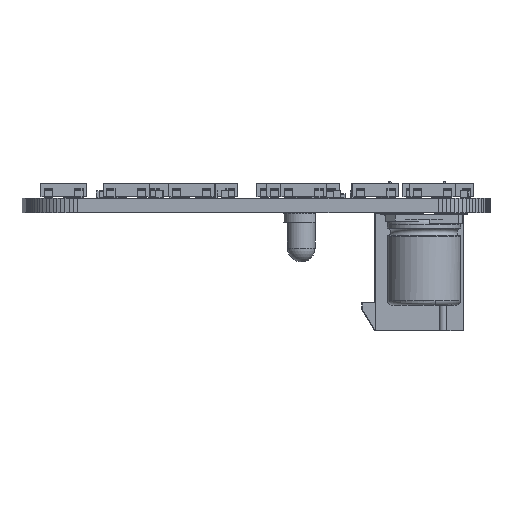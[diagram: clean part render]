
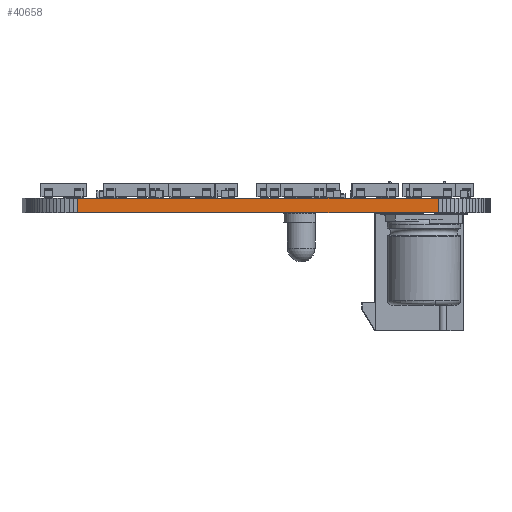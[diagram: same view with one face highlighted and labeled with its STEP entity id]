
A CAD part, left-side view. The second image highlights one B-rep face of the part: STEP entity #40658.
In plain terms, the highlighted planar face has unit normal (-1, 0.001, 0).
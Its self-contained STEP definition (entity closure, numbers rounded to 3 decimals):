
#23362 = PLANE('',#23363);
#23363 = AXIS2_PLACEMENT_3D('',#23364,#23365,#23366);
#23364 = CARTESIAN_POINT('',(147.432,-71.996,1.58));
#23365 = DIRECTION('',(-0.,-0.,-1.));
#23366 = DIRECTION('',(-1.,0.,0.));
#23416 = PLANE('',#23417);
#23417 = AXIS2_PLACEMENT_3D('',#23418,#23419,#23420);
#23418 = CARTESIAN_POINT('',(147.432,-71.996,0.));
#23419 = DIRECTION('',(-0.,-0.,-1.));
#23420 = DIRECTION('',(-1.,0.,0.));
#26745 = VERTEX_POINT('',#26746);
#26746 = CARTESIAN_POINT('',(82.855,-91.796,0.));
#26760 = PLANE('',#26761);
#26761 = AXIS2_PLACEMENT_3D('',#26762,#26763,#26764);
#26762 = CARTESIAN_POINT('',(82.87,-92.256,0.));
#26763 = DIRECTION('',(-0.999,-0.032,0.));
#26764 = DIRECTION('',(-0.032,0.999,0.));
#26772 = EDGE_CURVE('',#26745,#26773,#26775,.T.);
#26773 = VERTEX_POINT('',#26774);
#26774 = CARTESIAN_POINT('',(82.905,-52.527,0.));
#26775 = SURFACE_CURVE('',#26776,(#26780,#26787),.PCURVE_S1.);
#26776 = LINE('',#26777,#26778);
#26777 = CARTESIAN_POINT('',(82.855,-91.796,0.));
#26778 = VECTOR('',#26779,1.);
#26779 = DIRECTION('',(0.001,1.,0.));
#26780 = PCURVE('',#23416,#26781);
#26781 = DEFINITIONAL_REPRESENTATION('',(#26782),#26786);
#26782 = LINE('',#26783,#26784);
#26783 = CARTESIAN_POINT('',(64.577,-19.799));
#26784 = VECTOR('',#26785,1.);
#26785 = DIRECTION('',(-0.001,1.));
#26786 = ( GEOMETRIC_REPRESENTATION_CONTEXT(2) 
PARAMETRIC_REPRESENTATION_CONTEXT() REPRESENTATION_CONTEXT('2D SPACE',''
  ) );
#26787 = PCURVE('',#26788,#26793);
#26788 = PLANE('',#26789);
#26789 = AXIS2_PLACEMENT_3D('',#26790,#26791,#26792);
#26790 = CARTESIAN_POINT('',(82.855,-91.796,0.));
#26791 = DIRECTION('',(-1.,0.001,0.));
#26792 = DIRECTION('',(0.001,1.,0.));
#26793 = DEFINITIONAL_REPRESENTATION('',(#26794),#26798);
#26794 = LINE('',#26795,#26796);
#26795 = CARTESIAN_POINT('',(0.,0.));
#26796 = VECTOR('',#26797,1.);
#26797 = DIRECTION('',(1.,0.));
#26798 = ( GEOMETRIC_REPRESENTATION_CONTEXT(2) 
PARAMETRIC_REPRESENTATION_CONTEXT() REPRESENTATION_CONTEXT('2D SPACE',''
  ) );
#26816 = PLANE('',#26817);
#26817 = AXIS2_PLACEMENT_3D('',#26818,#26819,#26820);
#26818 = CARTESIAN_POINT('',(82.905,-52.527,0.));
#26819 = DIRECTION('',(-0.999,0.042,0.));
#26820 = DIRECTION('',(0.042,0.999,0.));
#34947 = VERTEX_POINT('',#34948);
#34948 = CARTESIAN_POINT('',(82.855,-91.796,1.58));
#34969 = EDGE_CURVE('',#34947,#34970,#34972,.T.);
#34970 = VERTEX_POINT('',#34971);
#34971 = CARTESIAN_POINT('',(82.905,-52.527,1.58));
#34972 = SURFACE_CURVE('',#34973,(#34977,#34984),.PCURVE_S1.);
#34973 = LINE('',#34974,#34975);
#34974 = CARTESIAN_POINT('',(82.855,-91.796,1.58));
#34975 = VECTOR('',#34976,1.);
#34976 = DIRECTION('',(0.001,1.,0.));
#34977 = PCURVE('',#23362,#34978);
#34978 = DEFINITIONAL_REPRESENTATION('',(#34979),#34983);
#34979 = LINE('',#34980,#34981);
#34980 = CARTESIAN_POINT('',(64.577,-19.799));
#34981 = VECTOR('',#34982,1.);
#34982 = DIRECTION('',(-0.001,1.));
#34983 = ( GEOMETRIC_REPRESENTATION_CONTEXT(2) 
PARAMETRIC_REPRESENTATION_CONTEXT() REPRESENTATION_CONTEXT('2D SPACE',''
  ) );
#34984 = PCURVE('',#26788,#34985);
#34985 = DEFINITIONAL_REPRESENTATION('',(#34986),#34990);
#34986 = LINE('',#34987,#34988);
#34987 = CARTESIAN_POINT('',(0.,-1.58));
#34988 = VECTOR('',#34989,1.);
#34989 = DIRECTION('',(1.,0.));
#34990 = ( GEOMETRIC_REPRESENTATION_CONTEXT(2) 
PARAMETRIC_REPRESENTATION_CONTEXT() REPRESENTATION_CONTEXT('2D SPACE',''
  ) );
#40608 = EDGE_CURVE('',#26773,#34970,#40609,.T.);
#40609 = SURFACE_CURVE('',#40610,(#40614,#40621),.PCURVE_S1.);
#40610 = LINE('',#40611,#40612);
#40611 = CARTESIAN_POINT('',(82.905,-52.527,0.));
#40612 = VECTOR('',#40613,1.);
#40613 = DIRECTION('',(0.,0.,1.));
#40614 = PCURVE('',#26816,#40615);
#40615 = DEFINITIONAL_REPRESENTATION('',(#40616),#40620);
#40616 = LINE('',#40617,#40618);
#40617 = CARTESIAN_POINT('',(0.,0.));
#40618 = VECTOR('',#40619,1.);
#40619 = DIRECTION('',(0.,-1.));
#40620 = ( GEOMETRIC_REPRESENTATION_CONTEXT(2) 
PARAMETRIC_REPRESENTATION_CONTEXT() REPRESENTATION_CONTEXT('2D SPACE',''
  ) );
#40621 = PCURVE('',#26788,#40622);
#40622 = DEFINITIONAL_REPRESENTATION('',(#40623),#40627);
#40623 = LINE('',#40624,#40625);
#40624 = CARTESIAN_POINT('',(39.268,0.));
#40625 = VECTOR('',#40626,1.);
#40626 = DIRECTION('',(0.,-1.));
#40627 = ( GEOMETRIC_REPRESENTATION_CONTEXT(2) 
PARAMETRIC_REPRESENTATION_CONTEXT() REPRESENTATION_CONTEXT('2D SPACE',''
  ) );
#40658 = ADVANCED_FACE('',(#40659),#26788,.T.);
#40659 = FACE_BOUND('',#40660,.T.);
#40660 = EDGE_LOOP('',(#40661,#40682,#40683,#40684));
#40661 = ORIENTED_EDGE('',*,*,#40662,.T.);
#40662 = EDGE_CURVE('',#26745,#34947,#40663,.T.);
#40663 = SURFACE_CURVE('',#40664,(#40668,#40675),.PCURVE_S1.);
#40664 = LINE('',#40665,#40666);
#40665 = CARTESIAN_POINT('',(82.855,-91.796,0.));
#40666 = VECTOR('',#40667,1.);
#40667 = DIRECTION('',(0.,0.,1.));
#40668 = PCURVE('',#26788,#40669);
#40669 = DEFINITIONAL_REPRESENTATION('',(#40670),#40674);
#40670 = LINE('',#40671,#40672);
#40671 = CARTESIAN_POINT('',(0.,0.));
#40672 = VECTOR('',#40673,1.);
#40673 = DIRECTION('',(0.,-1.));
#40674 = ( GEOMETRIC_REPRESENTATION_CONTEXT(2) 
PARAMETRIC_REPRESENTATION_CONTEXT() REPRESENTATION_CONTEXT('2D SPACE',''
  ) );
#40675 = PCURVE('',#26760,#40676);
#40676 = DEFINITIONAL_REPRESENTATION('',(#40677),#40681);
#40677 = LINE('',#40678,#40679);
#40678 = CARTESIAN_POINT('',(0.46,0.));
#40679 = VECTOR('',#40680,1.);
#40680 = DIRECTION('',(0.,-1.));
#40681 = ( GEOMETRIC_REPRESENTATION_CONTEXT(2) 
PARAMETRIC_REPRESENTATION_CONTEXT() REPRESENTATION_CONTEXT('2D SPACE',''
  ) );
#40682 = ORIENTED_EDGE('',*,*,#34969,.T.);
#40683 = ORIENTED_EDGE('',*,*,#40608,.F.);
#40684 = ORIENTED_EDGE('',*,*,#26772,.F.);
